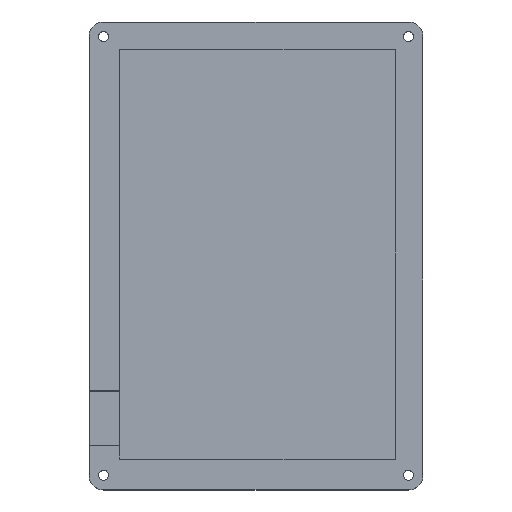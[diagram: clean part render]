
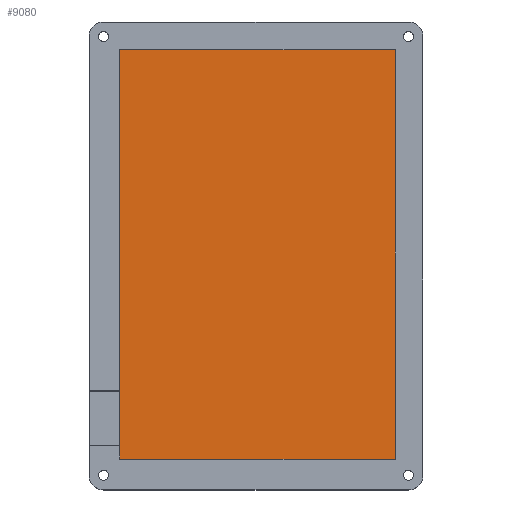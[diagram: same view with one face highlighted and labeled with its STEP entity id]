
A CAD part, top view. The second image highlights one B-rep face of the part: STEP entity #9080.
In plain terms, the highlighted planar face has unit normal (0, 0, 1).
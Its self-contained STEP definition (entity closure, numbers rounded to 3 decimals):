
#247=PLANE('',#9290);
#724=FACE_OUTER_BOUND('',#1243,.T.);
#1243=EDGE_LOOP('',(#8235,#8236,#8237,#8238));
#1974=LINE('',#18336,#2699);
#1975=LINE('',#18338,#2700);
#1976=LINE('',#18340,#2701);
#1977=LINE('',#18341,#2702);
#2699=VECTOR('',#10385,10.);
#2700=VECTOR('',#10386,10.);
#2701=VECTOR('',#10387,10.);
#2702=VECTOR('',#10388,10.);
#4219=VERTEX_POINT('',#18334);
#4220=VERTEX_POINT('',#18335);
#4221=VERTEX_POINT('',#18337);
#4222=VERTEX_POINT('',#18339);
#5566=EDGE_CURVE('',#4219,#4220,#1974,.T.);
#5567=EDGE_CURVE('',#4221,#4219,#1975,.T.);
#5568=EDGE_CURVE('',#4222,#4221,#1976,.T.);
#5569=EDGE_CURVE('',#4220,#4222,#1977,.T.);
#8235=ORIENTED_EDGE('',*,*,#5566,.F.);
#8236=ORIENTED_EDGE('',*,*,#5567,.F.);
#8237=ORIENTED_EDGE('',*,*,#5568,.F.);
#8238=ORIENTED_EDGE('',*,*,#5569,.F.);
#9080=ADVANCED_FACE('',(#724),#247,.T.);
#9290=AXIS2_PLACEMENT_3D('',#18333,#10383,#10384);
#10383=DIRECTION('center_axis',(0.,0.,1.));
#10384=DIRECTION('ref_axis',(1.,0.,0.));
#10385=DIRECTION('',(-1.,0.,0.));
#10386=DIRECTION('',(0.,-1.,0.));
#10387=DIRECTION('',(1.,0.,0.));
#10388=DIRECTION('',(0.,1.,0.));
#18333=CARTESIAN_POINT('Origin',(-25.55,-19.55,3.));
#18334=CARTESIAN_POINT('',(21.44,-89.4,3.));
#18335=CARTESIAN_POINT('',(-72.54,-89.4,3.));
#18336=CARTESIAN_POINT('',(-2.055,-89.4,3.));
#18337=CARTESIAN_POINT('',(21.44,50.3,3.));
#18338=CARTESIAN_POINT('',(21.44,15.375,3.));
#18339=CARTESIAN_POINT('',(-72.54,50.3,3.));
#18340=CARTESIAN_POINT('',(-49.045,50.3,3.));
#18341=CARTESIAN_POINT('',(-72.54,-54.475,3.));
